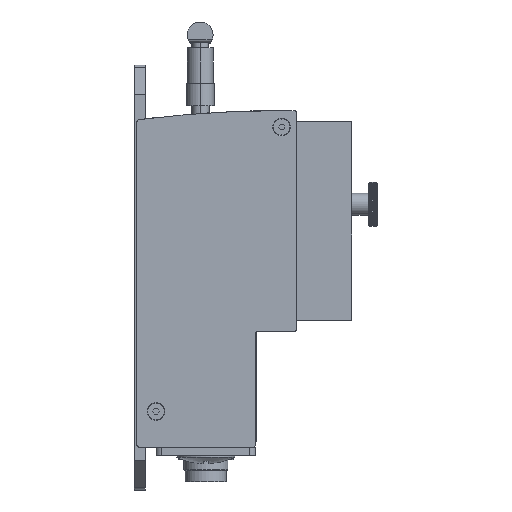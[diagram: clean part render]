
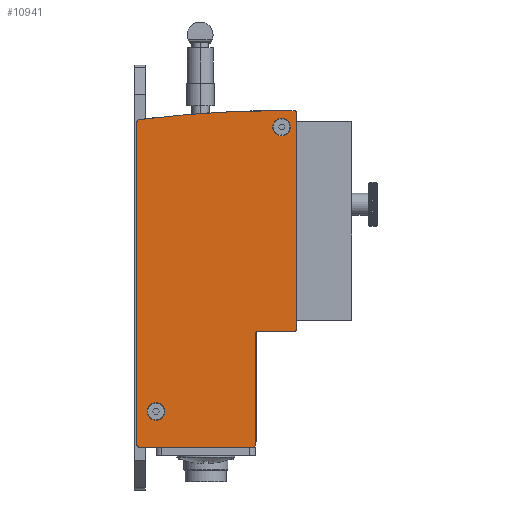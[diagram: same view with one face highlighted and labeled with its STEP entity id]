
A CAD part, left-side view. The second image highlights one B-rep face of the part: STEP entity #10941.
In plain terms, the highlighted face is planar.
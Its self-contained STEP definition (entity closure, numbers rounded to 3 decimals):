
#10598=CARTESIAN_POINT('',(1.,-21.5,-56.2));
#10599=VERTEX_POINT('',#10598);
#10606=CARTESIAN_POINT('',(1.,-21.5,-49.8));
#10607=VERTEX_POINT('',#10606);
#10608=CARTESIAN_POINT('',(1.,-21.5,-53.));
#10609=DIRECTION('',(-1.0,0.0,0.0));
#10610=DIRECTION('',(0.0,0.0,-1.0));
#10611=AXIS2_PLACEMENT_3D('',#10608,#10609,#10610);
#10612=CIRCLE('',#10611,3.2);
#10613=EDGE_CURVE('',#10607,#10599,#10612,.T.);
#10672=CARTESIAN_POINT('',(1.,24.,46.8));
#10673=VERTEX_POINT('',#10672);
#10680=CARTESIAN_POINT('',(1.,24.,53.2));
#10681=VERTEX_POINT('',#10680);
#10682=CARTESIAN_POINT('',(1.,24.,50.));
#10683=DIRECTION('',(-1.0,0.0,0.0));
#10684=DIRECTION('',(0.0,0.0,-1.0));
#10685=AXIS2_PLACEMENT_3D('',#10682,#10683,#10684);
#10686=CIRCLE('',#10685,3.2);
#10687=EDGE_CURVE('',#10681,#10673,#10686,.T.);
#10713=CARTESIAN_POINT('',(1.,24.,50.));
#10714=DIRECTION('',(-1.0,0.0,0.0));
#10715=DIRECTION('',(0.0,0.0,-1.0));
#10716=AXIS2_PLACEMENT_3D('',#10713,#10714,#10715);
#10717=CIRCLE('',#10716,3.2);
#10718=EDGE_CURVE('',#10673,#10681,#10717,.T.);
#10755=CARTESIAN_POINT('',(1.,-21.5,-53.));
#10756=DIRECTION('',(-1.0,0.0,0.0));
#10757=DIRECTION('',(0.0,0.0,-1.0));
#10758=AXIS2_PLACEMENT_3D('',#10755,#10756,#10757);
#10759=CIRCLE('',#10758,3.2);
#10760=EDGE_CURVE('',#10599,#10607,#10759,.T.);
#10799=CARTESIAN_POINT('',(1.,-28.5,51.727));
#10800=VERTEX_POINT('',#10799);
#10807=CARTESIAN_POINT('',(1.,-27.628,52.719));
#10808=VERTEX_POINT('',#10807);
#10809=CARTESIAN_POINT('',(1.,-27.5,51.727));
#10810=DIRECTION('',(-1.0,0.0,0.0));
#10811=DIRECTION('',(0.0,-0.751,0.66));
#10812=AXIS2_PLACEMENT_3D('',#10809,#10810,#10811);
#10813=CIRCLE('',#10812,1.0);
#10814=EDGE_CURVE('',#10800,#10808,#10813,.T.);
#10825=CARTESIAN_POINT('',(1.,-1.074,-3.82));
#10826=DIRECTION('',(1.0,0.0,0.0));
#10827=DIRECTION('',(0.0,0.0,-1.0));
#10828=AXIS2_PLACEMENT_3D('',#10825,#10826,#10827);
#10829=PLANE('',#10828);
#10830=ORIENTED_EDGE('',*,*,#10814,.F.);
#10831=CARTESIAN_POINT('',(1.,-28.5,-65.));
#10832=VERTEX_POINT('',#10831);
#10833=CARTESIAN_POINT('',(1.,-28.5,-65.));
#10834=DIRECTION('',(0.0,0.0,1.0));
#10835=VECTOR('',#10834,116.727);
#10836=LINE('',#10833,#10835);
#10837=EDGE_CURVE('',#10832,#10800,#10836,.T.);
#10838=ORIENTED_EDGE('',*,*,#10837,.F.);
#10839=CARTESIAN_POINT('',(1.,-27.5,-66.));
#10840=VERTEX_POINT('',#10839);
#10841=CARTESIAN_POINT('',(1.,-27.5,-65.));
#10842=DIRECTION('',(-1.0,0.0,0.0));
#10843=DIRECTION('',(0.0,-1.0,0.0));
#10844=AXIS2_PLACEMENT_3D('',#10841,#10842,#10843);
#10845=CIRCLE('',#10844,1.0);
#10846=EDGE_CURVE('',#10840,#10832,#10845,.T.);
#10847=ORIENTED_EDGE('',*,*,#10846,.F.);
#10848=CARTESIAN_POINT('',(1.,13.5,-66.));
#10849=VERTEX_POINT('',#10848);
#10850=CARTESIAN_POINT('',(1.,13.5,-66.));
#10851=DIRECTION('',(0.0,-1.0,0.0));
#10852=VECTOR('',#10851,41.0);
#10853=LINE('',#10850,#10852);
#10854=EDGE_CURVE('',#10849,#10840,#10853,.T.);
#10855=ORIENTED_EDGE('',*,*,#10854,.F.);
#10856=CARTESIAN_POINT('',(1.,14.5,-65.));
#10857=VERTEX_POINT('',#10856);
#10858=CARTESIAN_POINT('',(1.,13.5,-65.));
#10859=DIRECTION('',(-1.0,0.0,0.0));
#10860=DIRECTION('',(0.0,-1.0,0.0));
#10861=AXIS2_PLACEMENT_3D('',#10858,#10859,#10860);
#10862=CIRCLE('',#10861,1.0);
#10863=EDGE_CURVE('',#10857,#10849,#10862,.T.);
#10864=ORIENTED_EDGE('',*,*,#10863,.F.);
#10865=CARTESIAN_POINT('',(1.,14.5,-25.));
#10866=VERTEX_POINT('',#10865);
#10867=CARTESIAN_POINT('',(1.,14.5,-25.));
#10868=DIRECTION('',(0.0,0.0,-1.0));
#10869=VECTOR('',#10868,40.0);
#10870=LINE('',#10867,#10869);
#10871=EDGE_CURVE('',#10866,#10857,#10870,.T.);
#10872=ORIENTED_EDGE('',*,*,#10871,.F.);
#10873=CARTESIAN_POINT('',(1.,15.5,-24.));
#10874=VERTEX_POINT('',#10873);
#10875=CARTESIAN_POINT('',(1.,15.5,-25.));
#10876=DIRECTION('',(1.0,0.0,0.0));
#10877=DIRECTION('',(0.0,-1.0,0.0));
#10878=AXIS2_PLACEMENT_3D('',#10875,#10876,#10877);
#10879=CIRCLE('',#10878,1.0);
#10880=EDGE_CURVE('',#10874,#10866,#10879,.T.);
#10881=ORIENTED_EDGE('',*,*,#10880,.F.);
#10882=CARTESIAN_POINT('',(1.,28.5,-24.));
#10883=VERTEX_POINT('',#10882);
#10884=CARTESIAN_POINT('',(1.,28.5,-24.));
#10885=DIRECTION('',(0.0,-1.0,0.0));
#10886=VECTOR('',#10885,13.0);
#10887=LINE('',#10884,#10886);
#10888=EDGE_CURVE('',#10883,#10874,#10887,.T.);
#10889=ORIENTED_EDGE('',*,*,#10888,.F.);
#10890=CARTESIAN_POINT('',(1.,29.5,-23.));
#10891=VERTEX_POINT('',#10890);
#10892=CARTESIAN_POINT('',(1.,28.5,-23.));
#10893=DIRECTION('',(-1.0,0.0,0.0));
#10894=DIRECTION('',(0.0,-1.0,0.0));
#10895=AXIS2_PLACEMENT_3D('',#10892,#10893,#10894);
#10896=CIRCLE('',#10895,1.0);
#10897=EDGE_CURVE('',#10891,#10883,#10896,.T.);
#10898=ORIENTED_EDGE('',*,*,#10897,.F.);
#10899=CARTESIAN_POINT('',(1.,29.5,55.));
#10900=VERTEX_POINT('',#10899);
#10901=CARTESIAN_POINT('',(1.,29.5,55.));
#10902=DIRECTION('',(0.0,0.0,-1.0));
#10903=VECTOR('',#10902,78.0);
#10904=LINE('',#10901,#10903);
#10905=EDGE_CURVE('',#10900,#10891,#10904,.T.);
#10906=ORIENTED_EDGE('',*,*,#10905,.F.);
#10907=CARTESIAN_POINT('',(1.,28.5,56.));
#10908=VERTEX_POINT('',#10907);
#10909=CARTESIAN_POINT('',(1.,28.5,55.));
#10910=DIRECTION('',(-1.0,0.0,0.0));
#10911=DIRECTION('',(0.0,-1.0,0.0));
#10912=AXIS2_PLACEMENT_3D('',#10909,#10910,#10911);
#10913=CIRCLE('',#10912,1.0);
#10914=EDGE_CURVE('',#10908,#10900,#10913,.T.);
#10915=ORIENTED_EDGE('',*,*,#10914,.F.);
#10916=CARTESIAN_POINT('',(1.,23.5,56.));
#10917=VERTEX_POINT('',#10916);
#10918=CARTESIAN_POINT('',(1.,23.5,56.));
#10919=DIRECTION('',(0.0,1.0,0.0));
#10920=VECTOR('',#10919,5.);
#10921=LINE('',#10918,#10920);
#10922=EDGE_CURVE('',#10917,#10908,#10921,.T.);
#10923=ORIENTED_EDGE('',*,*,#10922,.F.);
#10924=CARTESIAN_POINT('',(1.,23.5,-344.));
#10925=DIRECTION('',(-1.0,0.0,0.0));
#10926=DIRECTION('',(0.0,-1.0,0.0));
#10927=AXIS2_PLACEMENT_3D('',#10924,#10925,#10926);
#10928=CIRCLE('',#10927,400.0);
#10929=EDGE_CURVE('',#10808,#10917,#10928,.T.);
#10930=ORIENTED_EDGE('',*,*,#10929,.F.);
#10931=EDGE_LOOP('',(#10830,#10838,#10847,#10855,#10864,#10872,#10881,#10889,#10898,#10906,#10915,#10923,#10930));
#10932=FACE_OUTER_BOUND('',#10931,.T.);
#10933=ORIENTED_EDGE('',*,*,#10718,.T.);
#10934=ORIENTED_EDGE('',*,*,#10687,.T.);
#10935=EDGE_LOOP('',(#10933,#10934));
#10936=FACE_BOUND('',#10935,.T.);
#10937=ORIENTED_EDGE('',*,*,#10760,.T.);
#10938=ORIENTED_EDGE('',*,*,#10613,.T.);
#10939=EDGE_LOOP('',(#10937,#10938));
#10940=FACE_BOUND('',#10939,.T.);
#10941=ADVANCED_FACE('',(#10932,#10936,#10940),#10829,.T.);
